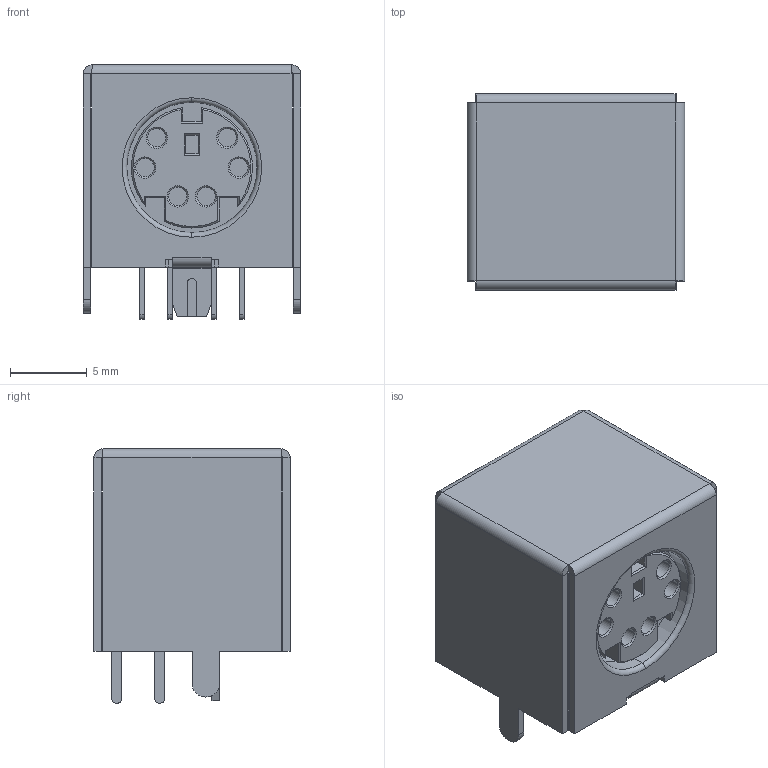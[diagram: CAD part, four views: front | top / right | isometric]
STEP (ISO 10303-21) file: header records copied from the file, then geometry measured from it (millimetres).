
FILE_DESCRIPTION (( 'STEP AP214' ), '1' );
FILE_NAME ('CONN-TH_HYC_HYC03-MDC603-128B.STEP', '2022-08-22T07:09:10', ( 'PC' ), ( 'Microsoft' ), 'SwSTEP 2.0', 'SolidWorks 2020', '' );
FILE_SCHEMA (( 'AUTOMOTIVE_DESIGN' ));
Length unit declared in the file: millimetre
Products named in the file (1): CONN-TH_HYC_HYC03-MDC603-128B
Bounding box: 14.21 x 12.8 x 16.6 mm (x, y, z)
Volume: 2145.2 mm3; surface area: 3087.5 mm2
Topology: 2 solids, 2 shells, 430 faces, 1108 edges, 717 vertices
Faces by surface type: plane 255, bspline 106, cylinder 51, cone 16, torus 2
Entity records: 18530 total; most frequent: CARTESIAN_POINT 3972, ORIENTED_EDGE 2216, DIRECTION 1656, EDGE_CURVE 1108, VECTOR 766, LINE 766, VERTEX_POINT 717, EDGE_LOOP 467
